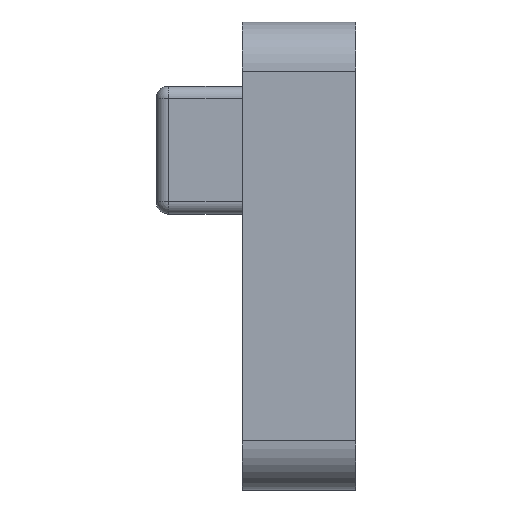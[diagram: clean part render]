
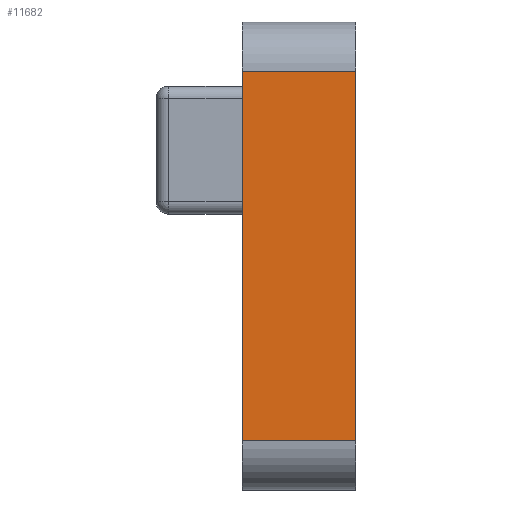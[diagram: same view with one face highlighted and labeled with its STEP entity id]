
A CAD part, front view. The second image highlights one B-rep face of the part: STEP entity #11682.
In plain terms, the highlighted planar face has unit normal (0, -1, 0).
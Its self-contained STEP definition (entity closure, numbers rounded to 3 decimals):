
#2724 = VECTOR ( 'NONE', #2848, 1000. ) ;
#2848 = DIRECTION ( 'NONE',  ( 0., 0., -1. ) ) ;
#3650 = ORIENTED_EDGE ( 'NONE', *, *, #11829, .T. ) ;
#3783 = PLANE ( 'NONE',  #14246 ) ;
#4472 = CARTESIAN_POINT ( 'NONE',  ( -2.3, -17., 9.5 ) ) ;
#4608 = ORIENTED_EDGE ( 'NONE', *, *, #12945, .T. ) ;
#4675 = LINE ( 'NONE', #8019, #10723 ) ;
#5230 = EDGE_CURVE ( 'NONE', #7103, #15034, #17493, .T. ) ;
#5294 = CARTESIAN_POINT ( 'NONE',  ( 2.3, -17., 9.5 ) ) ;
#7103 = VERTEX_POINT ( 'NONE', #8648 ) ;
#7770 = ORIENTED_EDGE ( 'NONE', *, *, #15155, .T. ) ;
#8019 = CARTESIAN_POINT ( 'NONE',  ( 2.3, -17., 7.5 ) ) ;
#8403 = DIRECTION ( 'NONE',  ( 0., 0., 1. ) ) ;
#8567 = LINE ( 'NONE', #17449, #17446 ) ;
#8648 = CARTESIAN_POINT ( 'NONE',  ( 2.3, -17., 7.5 ) ) ;
#9296 = CARTESIAN_POINT ( 'NONE',  ( 2.3, -17., -7.5 ) ) ;
#10016 = CARTESIAN_POINT ( 'NONE',  ( 2.3, -17., 9.5 ) ) ;
#10723 = VECTOR ( 'NONE', #11584, 1000. ) ;
#10932 = LINE ( 'NONE', #4472, #2724 ) ;
#11584 = DIRECTION ( 'NONE',  ( -1., 0., 0. ) ) ;
#11682 = ADVANCED_FACE ( 'NONE', ( #16268 ), #3783, .F. ) ;
#11829 = EDGE_CURVE ( 'NONE', #16416, #15034, #8567, .T. ) ;
#12928 = VECTOR ( 'NONE', #13235, 1000. ) ;
#12945 = EDGE_CURVE ( 'NONE', #7103, #15496, #4675, .T. ) ;
#13235 = DIRECTION ( 'NONE',  ( 0., 0., -1. ) ) ;
#13789 = CARTESIAN_POINT ( 'NONE',  ( -2.3, -17., -7.5 ) ) ;
#14246 = AXIS2_PLACEMENT_3D ( 'NONE', #5294, #16052, #8403 ) ;
#15034 = VERTEX_POINT ( 'NONE', #9296 ) ;
#15155 = EDGE_CURVE ( 'NONE', #15496, #16416, #10932, .T. ) ;
#15496 = VERTEX_POINT ( 'NONE', #19015 ) ;
#15821 = ORIENTED_EDGE ( 'NONE', *, *, #5230, .F. ) ;
#16052 = DIRECTION ( 'NONE',  ( 0., 1., 0. ) ) ;
#16268 = FACE_OUTER_BOUND ( 'NONE', #19697, .T. ) ;
#16416 = VERTEX_POINT ( 'NONE', #13789 ) ;
#17446 = VECTOR ( 'NONE', #18989, 1000. ) ;
#17449 = CARTESIAN_POINT ( 'NONE',  ( 2.3, -17., -7.5 ) ) ;
#17493 = LINE ( 'NONE', #10016, #12928 ) ;
#18989 = DIRECTION ( 'NONE',  ( 1., 0., 0. ) ) ;
#19015 = CARTESIAN_POINT ( 'NONE',  ( -2.3, -17., 7.5 ) ) ;
#19697 = EDGE_LOOP ( 'NONE', ( #7770, #3650, #15821, #4608 ) ) ;
